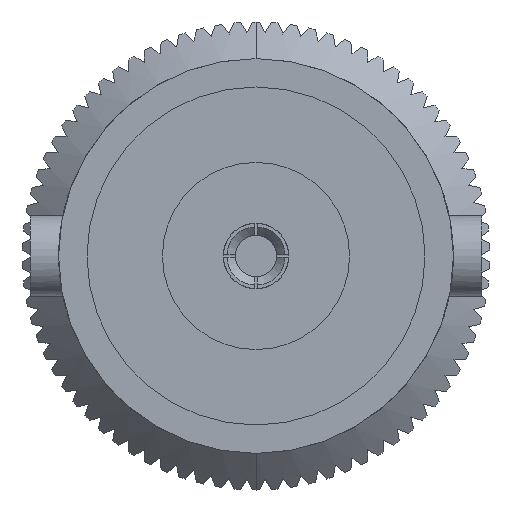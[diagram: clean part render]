
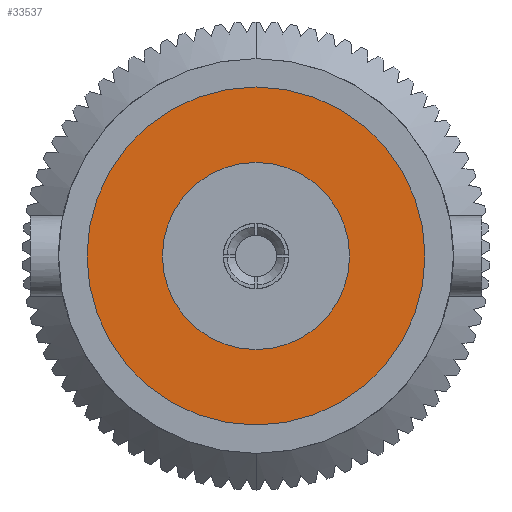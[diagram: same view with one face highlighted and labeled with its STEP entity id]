
A CAD part, left-side view. The second image highlights one B-rep face of the part: STEP entity #33537.
In plain terms, the highlighted planar face has unit normal (-1, 0, 0).
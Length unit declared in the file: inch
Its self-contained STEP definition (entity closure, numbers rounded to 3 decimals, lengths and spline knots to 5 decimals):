
#1321 = DIRECTION ( 'NONE',  ( -1., 0., 0. ) ) ;
#7815 = CARTESIAN_POINT ( 'NONE',  ( 0.33, 0., 0.09 ) ) ;
#13108 = CARTESIAN_POINT ( 'NONE',  ( 0.33, 0., 0. ) ) ;
#15318 = DIRECTION ( 'NONE',  ( 1., 0., 0. ) ) ;
#17351 = CARTESIAN_POINT ( 'NONE',  ( 0.33, 0., 0. ) ) ;
#21259 = AXIS2_PLACEMENT_3D ( 'NONE', #17351, #15318, #57434 ) ;
#23253 = AXIS2_PLACEMENT_3D ( 'NONE', #65496, #1321, #75834 ) ;
#23734 = AXIS2_PLACEMENT_3D ( 'NONE', #13108, #88963, #67580 ) ;
#26920 = CARTESIAN_POINT ( 'NONE',  ( 0.33, 0., 0.1625 ) ) ;
#33537 = ADVANCED_FACE ( 'NONE', ( #117216, #50589 ), #71250, .T. ) ;
#34904 = AXIS2_PLACEMENT_3D ( 'NONE', #54181, #108623, #96238 ) ;
#34915 = CARTESIAN_POINT ( 'NONE',  ( 0.33, 0., 0. ) ) ;
#47897 = EDGE_CURVE ( 'NONE', #77718, #63378, #65606, .T. ) ;
#48172 = EDGE_CURVE ( 'NONE', #51527, #130555, #118353, .T. ) ;
#50046 = ORIENTED_EDGE ( 'NONE', *, *, #84730, .T. ) ;
#50191 = EDGE_LOOP ( 'NONE', ( #71224, #50046 ) ) ;
#50589 = FACE_OUTER_BOUND ( 'NONE', #50191, .T. ) ;
#51527 = VERTEX_POINT ( 'NONE', #26920 ) ;
#54181 = CARTESIAN_POINT ( 'NONE',  ( 0.33, 0., 0. ) ) ;
#57434 = DIRECTION ( 'NONE',  ( 0., 0., -1. ) ) ;
#58352 = EDGE_LOOP ( 'NONE', ( #71840, #63933 ) ) ;
#63378 = VERTEX_POINT ( 'NONE', #7815 ) ;
#63933 = ORIENTED_EDGE ( 'NONE', *, *, #133129, .T. ) ;
#65496 = CARTESIAN_POINT ( 'NONE',  ( 0.33, 0., 0. ) ) ;
#65606 = CIRCLE ( 'NONE', #23734, 0.09 ) ;
#67580 = DIRECTION ( 'NONE',  ( 0., 0., -1. ) ) ;
#71224 = ORIENTED_EDGE ( 'NONE', *, *, #48172, .T. ) ;
#71250 = PLANE ( 'NONE',  #23253 ) ;
#71840 = ORIENTED_EDGE ( 'NONE', *, *, #47897, .T. ) ;
#72299 = CIRCLE ( 'NONE', #34904, 0.1625 ) ;
#75834 = DIRECTION ( 'NONE',  ( 0., 0., 1. ) ) ;
#77718 = VERTEX_POINT ( 'NONE', #126794 ) ;
#84730 = EDGE_CURVE ( 'NONE', #130555, #51527, #72299, .T. ) ;
#86658 = DIRECTION ( 'NONE',  ( 0., 0., 1. ) ) ;
#88963 = DIRECTION ( 'NONE',  ( 1., 0., 0. ) ) ;
#96238 = DIRECTION ( 'NONE',  ( 0., 0., 1. ) ) ;
#97022 = CARTESIAN_POINT ( 'NONE',  ( 0.33, 0., -0.1625 ) ) ;
#100662 = CIRCLE ( 'NONE', #21259, 0.09 ) ;
#108623 = DIRECTION ( 'NONE',  ( -1., 0., 0. ) ) ;
#109595 = AXIS2_PLACEMENT_3D ( 'NONE', #34915, #119709, #86658 ) ;
#117216 = FACE_BOUND ( 'NONE', #58352, .T. ) ;
#118353 = CIRCLE ( 'NONE', #109595, 0.1625 ) ;
#119709 = DIRECTION ( 'NONE',  ( -1., 0., 0. ) ) ;
#126794 = CARTESIAN_POINT ( 'NONE',  ( 0.33, 0., -0.09 ) ) ;
#130555 = VERTEX_POINT ( 'NONE', #97022 ) ;
#133129 = EDGE_CURVE ( 'NONE', #63378, #77718, #100662, .T. ) ;
